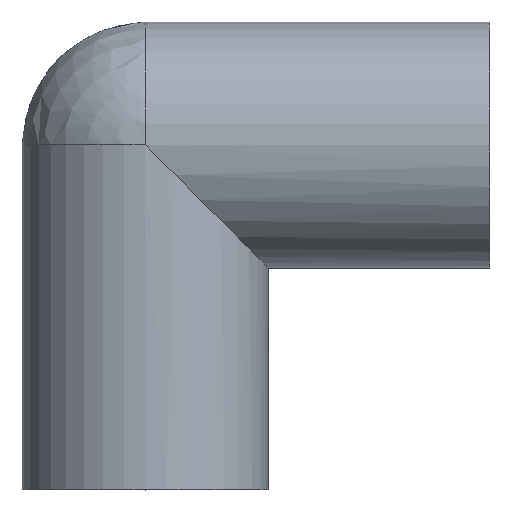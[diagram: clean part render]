
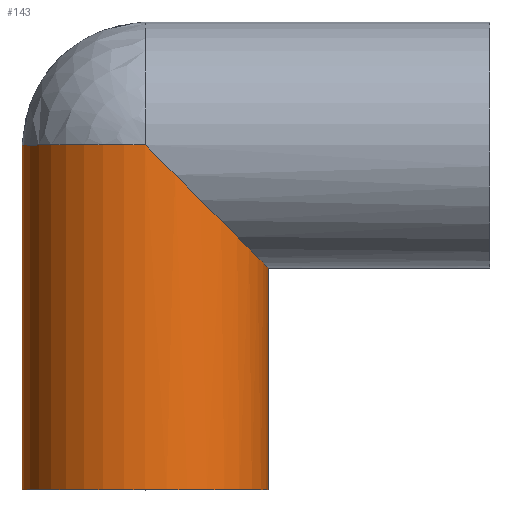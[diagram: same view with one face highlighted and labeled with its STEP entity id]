
A CAD part, top view. The second image highlights one B-rep face of the part: STEP entity #143.
In plain terms, the highlighted cylindrical face has radius 45 mm (diameter 90 mm), a partial arc.
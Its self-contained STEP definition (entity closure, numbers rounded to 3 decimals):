
#83 = VERTEX_POINT( '', #217 );
#85 = EDGE_CURVE( '', #111, #83, #219, .T. );
#111 = VERTEX_POINT( '', #246 );
#117 = VERTEX_POINT( '', #253 );
#131 = EDGE_CURVE( '', #141, #111, #269, .T. );
#133 = VERTEX_POINT( '', #271 );
#141 = VERTEX_POINT( '', #281 );
#143 = ADVANCED_FACE( '', ( #283 ), #284, .T. );
#145 = EDGE_CURVE( '', #117, #83, #286, .T. );
#167 = EDGE_CURVE( '', #141, #133, #311, .T. );
#193 = EDGE_CURVE( '', #117, #133, #341, .T. );
#217 = CARTESIAN_POINT( '', ( 45., 81., 0. ) );
#219 = ELLIPSE( '', #358, 63.64, 45. );
#246 = CARTESIAN_POINT( '', ( 0., 126., 45. ) );
#253 = CARTESIAN_POINT( '', ( 45., 0., 0. ) );
#269 = CIRCLE( '', #421, 45. );
#271 = CARTESIAN_POINT( '', ( -45., 0., 0. ) );
#281 = CARTESIAN_POINT( '', ( -45., 126., 0. ) );
#283 = FACE_OUTER_BOUND( '', #435, .T. );
#284 = CYLINDRICAL_SURFACE( '', #436, 45. );
#286 = LINE( '', #439, #440 );
#311 = LINE( '', #471, #472 );
#341 = CIRCLE( '', #511, 45. );
#358 = AXIS2_PLACEMENT_3D( '', #522, #523, #524 );
#421 = AXIS2_PLACEMENT_3D( '', #577, #578, #579 );
#435 = EDGE_LOOP( '', ( #598, #599, #600, #601, #602 ) );
#436 = AXIS2_PLACEMENT_3D( '', #603, #604, #605 );
#439 = CARTESIAN_POINT( '', ( 45., 63., 0. ) );
#440 = VECTOR( '', #606, 1. );
#471 = CARTESIAN_POINT( '', ( -45., 63., 0. ) );
#472 = VECTOR( '', #638, 1. );
#511 = AXIS2_PLACEMENT_3D( '', #688, #689, #690 );
#522 = CARTESIAN_POINT( '', ( 0., 126., 0. ) );
#523 = DIRECTION( '', ( 0.707, 0.707, 0. ) );
#524 = DIRECTION( '', ( -0.707, 0.707, 0. ) );
#577 = CARTESIAN_POINT( '', ( 0., 126., 0. ) );
#578 = DIRECTION( '', ( 0., 1., 0. ) );
#579 = DIRECTION( '', ( 0., 0., -1. ) );
#598 = ORIENTED_EDGE( '', *, *, #167, .T. );
#599 = ORIENTED_EDGE( '', *, *, #193, .F. );
#600 = ORIENTED_EDGE( '', *, *, #145, .T. );
#601 = ORIENTED_EDGE( '', *, *, #85, .F. );
#602 = ORIENTED_EDGE( '', *, *, #131, .F. );
#603 = CARTESIAN_POINT( '', ( 0., 63., 0. ) );
#604 = DIRECTION( '', ( 0., 1., 0. ) );
#605 = DIRECTION( '', ( -1., 0., 0. ) );
#606 = DIRECTION( '', ( 0., 1., 0. ) );
#638 = DIRECTION( '', ( 0., -1., 0. ) );
#688 = CARTESIAN_POINT( '', ( 0., 0., 0. ) );
#689 = DIRECTION( '', ( 0., -1., 0. ) );
#690 = DIRECTION( '', ( -1., 0., 0. ) );
